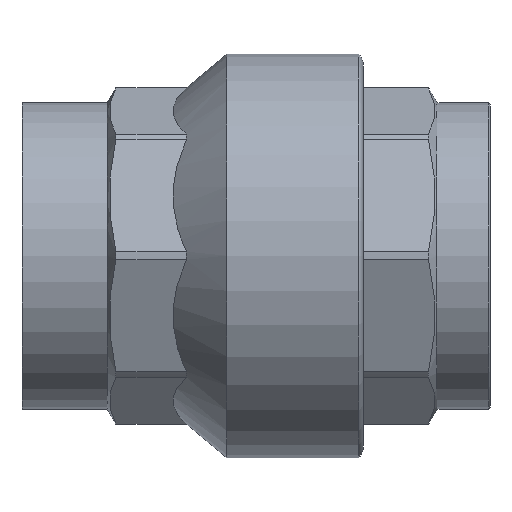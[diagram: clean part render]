
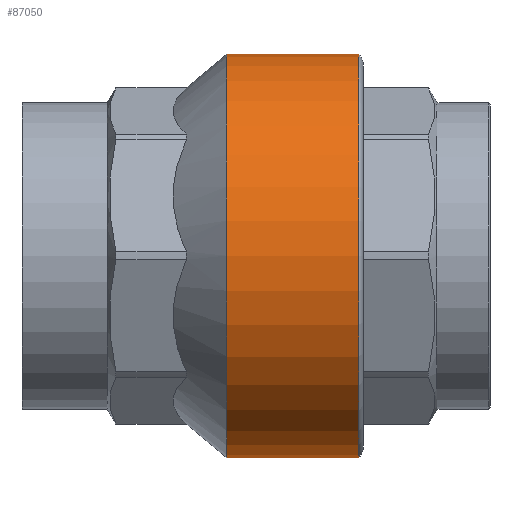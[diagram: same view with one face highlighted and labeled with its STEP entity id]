
A CAD part, top view. The second image highlights one B-rep face of the part: STEP entity #87050.
In plain terms, the highlighted cylindrical face has radius 43.75 mm (diameter 87.5 mm), a partial arc.
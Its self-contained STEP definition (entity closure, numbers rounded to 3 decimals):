
#86500=CARTESIAN_POINT('',(1.984,-43.75,0.
));
#86510=VERTEX_POINT('',#86500);
#86540=CARTESIAN_POINT('',(1.984,0.,
0.));
#86550=DIRECTION('',(1.,0.,0.));
#86560=DIRECTION('',(0.,-1.,0.));
#86570=AXIS2_PLACEMENT_3D('',#86540,#86550,#86560);
#86580=CIRCLE('',#86570,43.75);
#86590=CARTESIAN_POINT('',(1.984,43.75,0.)
);
#86600=VERTEX_POINT('',#86590);
#86610=EDGE_CURVE('',#86600,#86510,#86580,.T.);
#86740=CARTESIAN_POINT('',(-12.083,0.,0.));
#86750=DIRECTION('',(-1.,0.,0.));
#86760=DIRECTION('',(0.,1.,0.));
#86770=AXIS2_PLACEMENT_3D('',#86740,#86750,#86760);
#86780=CYLINDRICAL_SURFACE('',#86770,43.75);
#86790=CARTESIAN_POINT('',(-12.083,-43.75,0.));
#86800=DIRECTION('',(-1.,0.,0.));
#86810=VECTOR('',#86800,1.);
#86820=LINE('',#86790,#86810);
#86830=CARTESIAN_POINT('',(-26.635,-43.75,
0.));
#86840=VERTEX_POINT('',#86830);
#86850=EDGE_CURVE('',#86510,#86840,#86820,.T.);
#86860=ORIENTED_EDGE('',*,*,#86850,.F.);
#86870=CARTESIAN_POINT('',(-26.635,0.,0.));
#86880=DIRECTION('',(-1.,0.,0.));
#86890=DIRECTION('',(0.,1.,0.));
#86900=AXIS2_PLACEMENT_3D('',#86870,#86880,#86890);
#86910=CIRCLE('',#86900,43.75);
#86920=CARTESIAN_POINT('',(-26.635,43.75,0.));
#86930=VERTEX_POINT('',#86920);
#86940=EDGE_CURVE('',#86840,#86930,#86910,.T.);
#86950=ORIENTED_EDGE('',*,*,#86940,.F.);
#86960=CARTESIAN_POINT('',(-12.083,43.75,0.));
#86970=DIRECTION('',(-1.,0.,0.));
#86980=VECTOR('',#86970,1.);
#86990=LINE('',#86960,#86980);
#87000=EDGE_CURVE('',#86600,#86930,#86990,.T.);
#87010=ORIENTED_EDGE('',*,*,#87000,.T.);
#87020=ORIENTED_EDGE('',*,*,#86610,.F.);
#87030=EDGE_LOOP('',(#87020,#87010,#86950,#86860));
#87040=FACE_OUTER_BOUND('',#87030,.T.);
#87050=ADVANCED_FACE('',(#87040),#86780,.T.);
